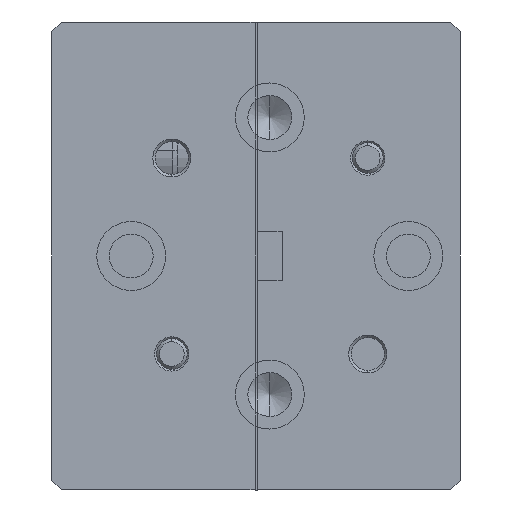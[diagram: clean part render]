
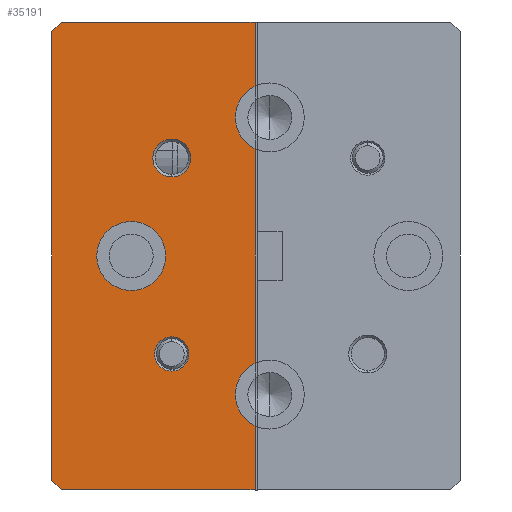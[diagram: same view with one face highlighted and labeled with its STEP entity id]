
A CAD part, left-side view. The second image highlights one B-rep face of the part: STEP entity #35191.
In plain terms, the highlighted planar face has unit normal (-1, 0, 0).
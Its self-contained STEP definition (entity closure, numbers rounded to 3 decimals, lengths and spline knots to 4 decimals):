
#1175 = DIRECTION ( 'NONE',  ( 0., 0., 1. ) ) ;
#1658 = DIRECTION ( 'NONE',  ( 0., 0., 1. ) ) ;
#2279 = VERTEX_POINT ( 'NONE', #24134 ) ;
#2569 = CARTESIAN_POINT ( 'NONE',  ( -1.8, -0.03, -0.2813 ) ) ;
#2761 = LINE ( 'NONE', #54301, #56238 ) ;
#2786 = EDGE_CURVE ( 'NONE', #7151, #29194, #23648, .T. ) ;
#3240 = PLANE ( 'NONE',  #43604 ) ;
#3308 = ORIENTED_EDGE ( 'NONE', *, *, #2786, .T. ) ;
#3372 = ORIENTED_EDGE ( 'NONE', *, *, #40102, .T. ) ;
#3383 = DIRECTION ( 'NONE',  ( 0., 0., 1. ) ) ;
#4609 = DIRECTION ( 'NONE',  ( 0., 0., 1. ) ) ;
#5417 = DIRECTION ( 'NONE',  ( 0., 0.707, -0.707 ) ) ;
#5811 = EDGE_CURVE ( 'NONE', #58063, #2279, #27006, .T. ) ;
#6088 = CIRCLE ( 'NONE', #46175, 0.07 ) ;
#6738 = CARTESIAN_POINT ( 'NONE',  ( -1.8, 0.413, -0.475 ) ) ;
#7151 = VERTEX_POINT ( 'NONE', #48457 ) ;
#7153 = ORIENTED_EDGE ( 'NONE', *, *, #38421, .F. ) ;
#7363 = FACE_OUTER_BOUND ( 'NONE', #8945, .T. ) ;
#8086 = CARTESIAN_POINT ( 'NONE',  ( -1.8, 0.413, 0.475 ) ) ;
#8444 = DIRECTION ( 'NONE',  ( -1., 0., 0. ) ) ;
#8637 = CARTESIAN_POINT ( 'NONE',  ( -1.8, 0.1689, 0.1989 ) ) ;
#8760 = EDGE_CURVE ( 'NONE', #26832, #29194, #47510, .T. ) ;
#8945 = EDGE_LOOP ( 'NONE', ( #12402, #25961, #52277, #56169, #52533, #10264, #3308, #47055, #3372, #24995 ) ) ;
#9937 = ORIENTED_EDGE ( 'NONE', *, *, #32439, .F. ) ;
#10264 = ORIENTED_EDGE ( 'NONE', *, *, #14064, .F. ) ;
#11467 = DIRECTION ( 'NONE',  ( -1., 0., 0. ) ) ;
#12248 = VERTEX_POINT ( 'NONE', #47052 ) ;
#12402 = ORIENTED_EDGE ( 'NONE', *, *, #32837, .T. ) ;
#12799 = VECTOR ( 'NONE', #62080, 39.3701 ) ;
#13602 = ORIENTED_EDGE ( 'NONE', *, *, #30867, .F. ) ;
#13682 = VECTOR ( 'NONE', #30326, 39.3701 ) ;
#13857 = VERTEX_POINT ( 'NONE', #24661 ) ;
#14064 = EDGE_CURVE ( 'NONE', #7151, #32781, #48333, .T. ) ;
#17268 = DIRECTION ( 'NONE',  ( 0., 0., 1. ) ) ;
#21360 = CARTESIAN_POINT ( 'NONE',  ( -1.8, 0., 0.475 ) ) ;
#22405 = DIRECTION ( 'NONE',  ( 0., 0., 1. ) ) ;
#22611 = AXIS2_PLACEMENT_3D ( 'NONE', #23990, #28810, #62436 ) ;
#22720 = DIRECTION ( 'NONE',  ( -1., 0., 0. ) ) ;
#22728 = CARTESIAN_POINT ( 'NONE',  ( -1.8, 0.413, -0.455 ) ) ;
#23263 = CARTESIAN_POINT ( 'NONE',  ( -1.8, 0.413, 0.455 ) ) ;
#23499 = CARTESIAN_POINT ( 'NONE',  ( -1.8, 0.1689, 0.1604 ) ) ;
#23648 = LINE ( 'NONE', #58056, #30395 ) ;
#23818 = VERTEX_POINT ( 'NONE', #41489 ) ;
#23986 = EDGE_CURVE ( 'NONE', #47331, #26226, #51044, .T. ) ;
#23990 = CARTESIAN_POINT ( 'NONE',  ( -1.8, 0.1689, 0.1989 ) ) ;
#23996 = VECTOR ( 'NONE', #36208, 39.3701 ) ;
#24134 = CARTESIAN_POINT ( 'NONE',  ( -1.8, 0., -0.475 ) ) ;
#24238 = VECTOR ( 'NONE', #22405, 39.3701 ) ;
#24268 = EDGE_CURVE ( 'NONE', #32006, #23818, #44231, .T. ) ;
#24661 = CARTESIAN_POINT ( 'NONE',  ( -1.8, 0., 0.218 ) ) ;
#24881 = EDGE_CURVE ( 'NONE', #39807, #32781, #2761, .T. ) ;
#24995 = ORIENTED_EDGE ( 'NONE', *, *, #5811, .T. ) ;
#25081 = CIRCLE ( 'NONE', #49945, 0.0385 ) ;
#25599 = LINE ( 'NONE', #57261, #12799 ) ;
#25961 = ORIENTED_EDGE ( 'NONE', *, *, #39841, .F. ) ;
#26226 = VERTEX_POINT ( 'NONE', #52975 ) ;
#26832 = VERTEX_POINT ( 'NONE', #22728 ) ;
#27006 = LINE ( 'NONE', #6738, #23996 ) ;
#27146 = EDGE_LOOP ( 'NONE', ( #7153, #53115 ) ) ;
#27307 = LINE ( 'NONE', #41348, #58913 ) ;
#28408 = EDGE_CURVE ( 'NONE', #39807, #13857, #47917, .T. ) ;
#28756 = VERTEX_POINT ( 'NONE', #35322 ) ;
#28810 = DIRECTION ( 'NONE',  ( -1., 0., 0. ) ) ;
#29194 = VERTEX_POINT ( 'NONE', #23263 ) ;
#30326 = DIRECTION ( 'NONE',  ( 0., -1., 0. ) ) ;
#30395 = VECTOR ( 'NONE', #5417, 39.3701 ) ;
#30867 = EDGE_CURVE ( 'NONE', #23818, #32006, #58616, .T. ) ;
#30911 = DIRECTION ( 'NONE',  ( -1., 0., 0. ) ) ;
#31032 = DIRECTION ( 'NONE',  ( 0., 0., 1. ) ) ;
#31563 = DIRECTION ( 'NONE',  ( 0., 0., 1. ) ) ;
#32006 = VERTEX_POINT ( 'NONE', #58591 ) ;
#32439 = EDGE_CURVE ( 'NONE', #26226, #47331, #25081, .T. ) ;
#32781 = VERTEX_POINT ( 'NONE', #21360 ) ;
#32837 = EDGE_CURVE ( 'NONE', #2279, #37902, #27307, .T. ) ;
#33288 = CARTESIAN_POINT ( 'NONE',  ( -1.8, 0.1689, -0.1989 ) ) ;
#33911 = DIRECTION ( 'NONE',  ( -1., 0., 0. ) ) ;
#35191 = ADVANCED_FACE ( 'NONE', ( #39728, #41639, #48065, #7363 ), #3240, .F. ) ;
#35322 = CARTESIAN_POINT ( 'NONE',  ( -1.8, 0., -0.218 ) ) ;
#36208 = DIRECTION ( 'NONE',  ( 0., -1., 0. ) ) ;
#36884 = CIRCLE ( 'NONE', #51777, 0.07 ) ;
#37902 = VERTEX_POINT ( 'NONE', #46122 ) ;
#38421 = EDGE_CURVE ( 'NONE', #50037, #12248, #6088, .T. ) ;
#38494 = AXIS2_PLACEMENT_3D ( 'NONE', #47725, #58825, #1175 ) ;
#39728 = FACE_BOUND ( 'NONE', #27146, .T. ) ;
#39807 = VERTEX_POINT ( 'NONE', #45134 ) ;
#39841 = EDGE_CURVE ( 'NONE', #28756, #37902, #36884, .T. ) ;
#40102 = EDGE_CURVE ( 'NONE', #26832, #58063, #25599, .T. ) ;
#40296 = AXIS2_PLACEMENT_3D ( 'NONE', #33288, #33911, #4609 ) ;
#40778 = EDGE_CURVE ( 'NONE', #12248, #50037, #45897, .T. ) ;
#41030 = CARTESIAN_POINT ( 'NONE',  ( -1.8, 0.413, 0.475 ) ) ;
#41251 = CARTESIAN_POINT ( 'NONE',  ( -1.8, 0.2513, 0. ) ) ;
#41340 = DIRECTION ( 'NONE',  ( 0., 0., 1. ) ) ;
#41348 = CARTESIAN_POINT ( 'NONE',  ( -1.8, 0., 0.475 ) ) ;
#41489 = CARTESIAN_POINT ( 'NONE',  ( -1.8, 0.1689, -0.2336 ) ) ;
#41583 = LINE ( 'NONE', #46380, #24238 ) ;
#41639 = FACE_BOUND ( 'NONE', #52778, .T. ) ;
#43425 = CARTESIAN_POINT ( 'NONE',  ( -1.8, 0.2513, 0.07 ) ) ;
#43604 = AXIS2_PLACEMENT_3D ( 'NONE', #8086, #47423, #52436 ) ;
#44231 = CIRCLE ( 'NONE', #58025, 0.0348 ) ;
#45134 = CARTESIAN_POINT ( 'NONE',  ( -1.8, 0., 0.3445 ) ) ;
#45312 = VECTOR ( 'NONE', #31563, 39.3701 ) ;
#45834 = AXIS2_PLACEMENT_3D ( 'NONE', #60134, #30911, #46046 ) ;
#45858 = ORIENTED_EDGE ( 'NONE', *, *, #23986, .F. ) ;
#45897 = CIRCLE ( 'NONE', #38494, 0.07 ) ;
#45940 = CARTESIAN_POINT ( 'NONE',  ( -1.8, 0.1689, -0.1989 ) ) ;
#46046 = DIRECTION ( 'NONE',  ( 0., 0., 1. ) ) ;
#46122 = CARTESIAN_POINT ( 'NONE',  ( -1.8, 0., -0.3445 ) ) ;
#46175 = AXIS2_PLACEMENT_3D ( 'NONE', #41251, #22720, #17268 ) ;
#46380 = CARTESIAN_POINT ( 'NONE',  ( -1.8, 0., 0.475 ) ) ;
#46573 = CARTESIAN_POINT ( 'NONE',  ( -1.8, 0.393, -0.475 ) ) ;
#47052 = CARTESIAN_POINT ( 'NONE',  ( -1.8, 0.2513, -0.07 ) ) ;
#47055 = ORIENTED_EDGE ( 'NONE', *, *, #8760, .F. ) ;
#47331 = VERTEX_POINT ( 'NONE', #23499 ) ;
#47423 = DIRECTION ( 'NONE',  ( 1., 0., 0. ) ) ;
#47510 = LINE ( 'NONE', #41030, #45312 ) ;
#47725 = CARTESIAN_POINT ( 'NONE',  ( -1.8, 0.2513, 0. ) ) ;
#47917 = CIRCLE ( 'NONE', #45834, 0.07 ) ;
#48065 = FACE_BOUND ( 'NONE', #55230, .T. ) ;
#48333 = LINE ( 'NONE', #59973, #13682 ) ;
#48457 = CARTESIAN_POINT ( 'NONE',  ( -1.8, 0.393, 0.475 ) ) ;
#49945 = AXIS2_PLACEMENT_3D ( 'NONE', #8637, #8444, #3383 ) ;
#50037 = VERTEX_POINT ( 'NONE', #43425 ) ;
#50589 = DIRECTION ( 'NONE',  ( -1., 0., 0. ) ) ;
#51044 = CIRCLE ( 'NONE', #22611, 0.0385 ) ;
#51777 = AXIS2_PLACEMENT_3D ( 'NONE', #2569, #50589, #41340 ) ;
#52277 = ORIENTED_EDGE ( 'NONE', *, *, #61579, .T. ) ;
#52436 = DIRECTION ( 'NONE',  ( 0., 0., -1. ) ) ;
#52533 = ORIENTED_EDGE ( 'NONE', *, *, #24881, .T. ) ;
#52778 = EDGE_LOOP ( 'NONE', ( #54277, #13602 ) ) ;
#52975 = CARTESIAN_POINT ( 'NONE',  ( -1.8, 0.1689, 0.2374 ) ) ;
#53115 = ORIENTED_EDGE ( 'NONE', *, *, #40778, .F. ) ;
#54277 = ORIENTED_EDGE ( 'NONE', *, *, #24268, .F. ) ;
#54301 = CARTESIAN_POINT ( 'NONE',  ( -1.8, 0., 0.475 ) ) ;
#55230 = EDGE_LOOP ( 'NONE', ( #9937, #45858 ) ) ;
#56169 = ORIENTED_EDGE ( 'NONE', *, *, #28408, .F. ) ;
#56238 = VECTOR ( 'NONE', #1658, 39.3701 ) ;
#57261 = CARTESIAN_POINT ( 'NONE',  ( -1.8, 0.413, -0.455 ) ) ;
#58025 = AXIS2_PLACEMENT_3D ( 'NONE', #45940, #11467, #59828 ) ;
#58056 = CARTESIAN_POINT ( 'NONE',  ( -1.8, 0.413, 0.455 ) ) ;
#58063 = VERTEX_POINT ( 'NONE', #46573 ) ;
#58591 = CARTESIAN_POINT ( 'NONE',  ( -1.8, 0.1689, -0.1641 ) ) ;
#58616 = CIRCLE ( 'NONE', #40296, 0.0348 ) ;
#58825 = DIRECTION ( 'NONE',  ( -1., 0., 0. ) ) ;
#58913 = VECTOR ( 'NONE', #31032, 39.3701 ) ;
#59828 = DIRECTION ( 'NONE',  ( 0., 0., 1. ) ) ;
#59973 = CARTESIAN_POINT ( 'NONE',  ( -1.8, 0.413, 0.475 ) ) ;
#60134 = CARTESIAN_POINT ( 'NONE',  ( -1.8, -0.03, 0.2812 ) ) ;
#61579 = EDGE_CURVE ( 'NONE', #28756, #13857, #41583, .T. ) ;
#62080 = DIRECTION ( 'NONE',  ( 0., -0.707, -0.707 ) ) ;
#62436 = DIRECTION ( 'NONE',  ( 0., 0., 1. ) ) ;
